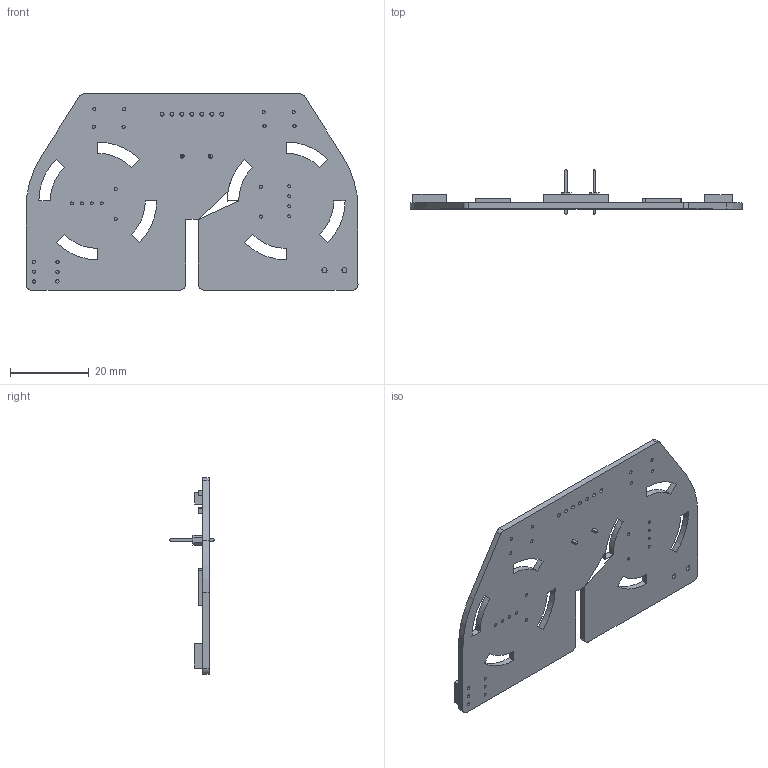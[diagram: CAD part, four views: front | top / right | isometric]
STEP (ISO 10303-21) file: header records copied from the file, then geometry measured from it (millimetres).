
FILE_DESCRIPTION(/* description */ (''),/* implementation_level */ '2;1');
FILE_NAME(/* name */ 'PCB LEDs v32.step',/* time_stamp */ '2021-04-15T17:14:20-03:00',/* author */ (''),/* organization */ (''),/* preprocessor_version */ 'ST-DEVELOPER v18.1',/* originating_system */ 'Autodesk Translation Framework v10.6.0.1341',/* authorisation */ '');
FILE_SCHEMA (('AUTOMOTIVE_DESIGN { 1 0 10303 214 3 1 1 }'));
Length unit declared in the file: millimetre
Products named in the file (8): PCB LEDs; Board; 1X01; 330R; MA07-1; CLEAR; PVA2R; MICRO
Assembly tree (14 placements, depth 2):
  PCB LEDs
    Board
    1X01  x2
    330R  x6
    MA07-1
    CLEAR  x2
    PVA2R
    MICRO
Bounding box: 84.57 x 11.54 x 50 mm (x, y, z)
Volume: 5992.6 mm3; surface area: 8985.4 mm2
Topology: 14 solids, 14 shells, 214 faces, 530 edges, 348 vertices
Faces by surface type: plane 152, cylinder 62
Full cylindrical faces by diameter (mm): 0.762 x8, 0.813 x18, 1.016 x9, 1.3 x2
Entity records: 5178 total; most frequent: DIRECTION 862, CARTESIAN_POINT 826, ORIENTED_EDGE 788, EDGE_CURVE 394, AXIS2_PLACEMENT_3D 296, LINE 270, VECTOR 270, VERTEX_POINT 260
